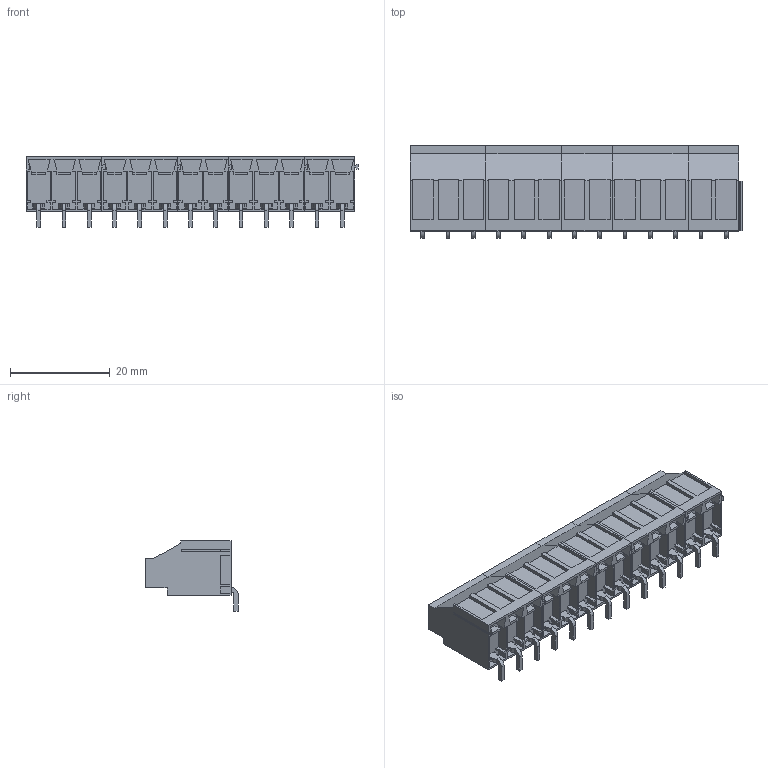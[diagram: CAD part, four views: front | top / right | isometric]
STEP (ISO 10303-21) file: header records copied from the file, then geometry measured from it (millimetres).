
FILE_DESCRIPTION(('CATIA V5 STEP','CAx-IF Rec.Pracs.--- Model Styling and Organization---1.2---2011-12-15'),'2;1');
FILE_NAME ('D1462056_0_2432020000_2432020000.stp','2016-10-03T07:01:20+00:00',('none'),('Weidmueller'),'CATIA Version 5-6 Release 2014','CATIA V5 STEP AP214','none');
FILE_SCHEMA(('AUTOMOTIVE_DESIGN { 1 0 10303 214 1 1 1 1 }'));
Length unit declared in the file: millimetre
Products named in the file (1): 2432020000_S
Bounding box: 66.69 x 18.57 x 14.2 mm (x, y, z)
Volume: 8635.8 mm3; surface area: 9067.3 mm2
Topology: 31 solids, 31 shells, 993 faces, 2624 edges, 1732 vertices
Faces by surface type: plane 889, cylinder 104
Entity records: 28322 total; most frequent: ORIENTED_EDGE 5248, CARTESIAN_POINT 5018, DIRECTION 3946, EDGE_CURVE 2624, VECTOR 2364, LINE 2364, VERTEX_POINT 1732, EDGE_LOOP 1032
